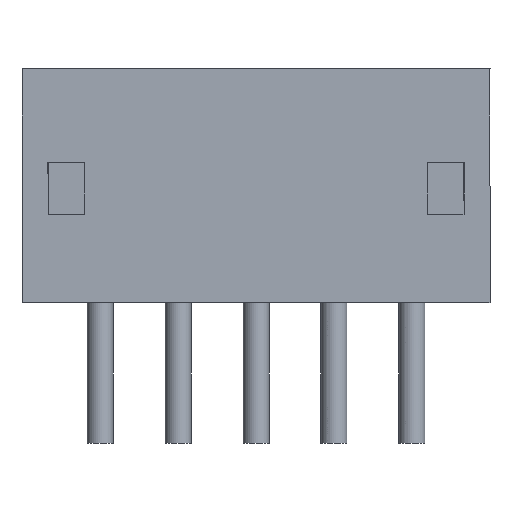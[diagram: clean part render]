
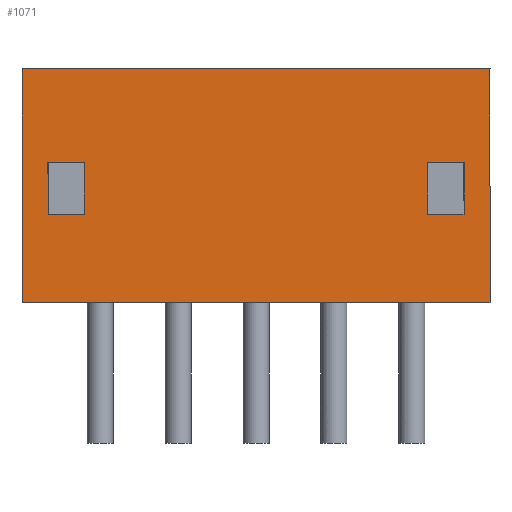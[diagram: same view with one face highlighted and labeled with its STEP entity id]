
A CAD part, front view. The second image highlights one B-rep face of the part: STEP entity #1071.
In plain terms, the highlighted planar face has unit normal (0, -1, 0).
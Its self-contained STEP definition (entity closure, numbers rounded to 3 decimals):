
#964=CARTESIAN_POINT('',(4.95,-1.3,-0.225));
#965=DIRECTION('',(0.0,1.0,0.0));
#966=DIRECTION('',(-1.0,0.0,0.0));
#967=AXIS2_PLACEMENT_3D('',#964,#965,#966);
#968=PLANE('',#967);
#969=CARTESIAN_POINT('',(-4.5,-1.3,4.5));
#970=VERTEX_POINT('',#969);
#971=CARTESIAN_POINT('',(-4.5,-1.3,0.));
#972=VERTEX_POINT('',#971);
#973=CARTESIAN_POINT('',(-4.5,-1.3,4.5));
#974=DIRECTION('',(0.0,0.0,-1.0));
#975=VECTOR('',#974,4.5);
#976=LINE('',#973,#975);
#977=EDGE_CURVE('',#970,#972,#976,.T.);
#978=ORIENTED_EDGE('',*,*,#977,.T.);
#979=CARTESIAN_POINT('',(4.5,-1.3,0.));
#980=VERTEX_POINT('',#979);
#981=CARTESIAN_POINT('',(4.5,-1.3,0.));
#982=DIRECTION('',(-1.0,0.0,0.0));
#983=VECTOR('',#982,9.0);
#984=LINE('',#981,#983);
#985=EDGE_CURVE('',#980,#972,#984,.T.);
#986=ORIENTED_EDGE('',*,*,#985,.F.);
#987=CARTESIAN_POINT('',(4.5,-1.3,4.5));
#988=VERTEX_POINT('',#987);
#989=CARTESIAN_POINT('',(4.5,-1.3,4.5));
#990=DIRECTION('',(0.0,0.0,-1.0));
#991=VECTOR('',#990,4.5);
#992=LINE('',#989,#991);
#993=EDGE_CURVE('',#988,#980,#992,.T.);
#994=ORIENTED_EDGE('',*,*,#993,.F.);
#995=CARTESIAN_POINT('',(4.5,-1.3,4.5));
#996=DIRECTION('',(-1.0,0.0,0.0));
#997=VECTOR('',#996,9.0);
#998=LINE('',#995,#997);
#999=EDGE_CURVE('',#988,#970,#998,.T.);
#1000=ORIENTED_EDGE('',*,*,#999,.T.);
#1001=EDGE_LOOP('',(#978,#986,#994,#1000));
#1002=FACE_OUTER_BOUND('',#1001,.T.);
#1003=CARTESIAN_POINT('',(-3.3,-1.3,1.7));
#1004=VERTEX_POINT('',#1003);
#1005=CARTESIAN_POINT('',(-3.3,-1.3,2.7));
#1006=VERTEX_POINT('',#1005);
#1007=CARTESIAN_POINT('',(-3.3,-1.3,1.7));
#1008=DIRECTION('',(0.0,0.0,1.0));
#1009=VECTOR('',#1008,1.0);
#1010=LINE('',#1007,#1009);
#1011=EDGE_CURVE('',#1004,#1006,#1010,.T.);
#1012=ORIENTED_EDGE('',*,*,#1011,.F.);
#1013=CARTESIAN_POINT('',(-4.0,-1.3,1.7));
#1014=VERTEX_POINT('',#1013);
#1015=CARTESIAN_POINT('',(-4.0,-1.3,1.7));
#1016=DIRECTION('',(1.0,0.0,0.0));
#1017=VECTOR('',#1016,0.7);
#1018=LINE('',#1015,#1017);
#1019=EDGE_CURVE('',#1014,#1004,#1018,.T.);
#1020=ORIENTED_EDGE('',*,*,#1019,.F.);
#1021=CARTESIAN_POINT('',(-4.,-1.3,2.7));
#1022=VERTEX_POINT('',#1021);
#1023=CARTESIAN_POINT('',(-4.,-1.3,2.7));
#1024=DIRECTION('',(0.0,0.0,-1.0));
#1025=VECTOR('',#1024,1.0);
#1026=LINE('',#1023,#1025);
#1027=EDGE_CURVE('',#1022,#1014,#1026,.T.);
#1028=ORIENTED_EDGE('',*,*,#1027,.F.);
#1029=CARTESIAN_POINT('',(-3.3,-1.3,2.7));
#1030=DIRECTION('',(-1.0,0.0,0.0));
#1031=VECTOR('',#1030,0.7);
#1032=LINE('',#1029,#1031);
#1033=EDGE_CURVE('',#1006,#1022,#1032,.T.);
#1034=ORIENTED_EDGE('',*,*,#1033,.F.);
#1035=EDGE_LOOP('',(#1012,#1020,#1028,#1034));
#1036=FACE_BOUND('',#1035,.T.);
#1037=CARTESIAN_POINT('',(3.3,-1.3,2.7));
#1038=VERTEX_POINT('',#1037);
#1039=CARTESIAN_POINT('',(3.3,-1.3,1.7));
#1040=VERTEX_POINT('',#1039);
#1041=CARTESIAN_POINT('',(3.3,-1.3,2.7));
#1042=DIRECTION('',(0.0,0.0,-1.0));
#1043=VECTOR('',#1042,1.0);
#1044=LINE('',#1041,#1043);
#1045=EDGE_CURVE('',#1038,#1040,#1044,.T.);
#1046=ORIENTED_EDGE('',*,*,#1045,.F.);
#1047=CARTESIAN_POINT('',(4.0,-1.3,2.7));
#1048=VERTEX_POINT('',#1047);
#1049=CARTESIAN_POINT('',(4.0,-1.3,2.7));
#1050=DIRECTION('',(-1.0,0.0,0.0));
#1051=VECTOR('',#1050,0.7);
#1052=LINE('',#1049,#1051);
#1053=EDGE_CURVE('',#1048,#1038,#1052,.T.);
#1054=ORIENTED_EDGE('',*,*,#1053,.F.);
#1055=CARTESIAN_POINT('',(4.0,-1.3,1.7));
#1056=VERTEX_POINT('',#1055);
#1057=CARTESIAN_POINT('',(4.0,-1.3,1.7));
#1058=DIRECTION('',(0.0,0.0,1.0));
#1059=VECTOR('',#1058,1.0);
#1060=LINE('',#1057,#1059);
#1061=EDGE_CURVE('',#1056,#1048,#1060,.T.);
#1062=ORIENTED_EDGE('',*,*,#1061,.F.);
#1063=CARTESIAN_POINT('',(3.3,-1.3,1.7));
#1064=DIRECTION('',(1.0,0.0,0.0));
#1065=VECTOR('',#1064,0.7);
#1066=LINE('',#1063,#1065);
#1067=EDGE_CURVE('',#1040,#1056,#1066,.T.);
#1068=ORIENTED_EDGE('',*,*,#1067,.F.);
#1069=EDGE_LOOP('',(#1046,#1054,#1062,#1068));
#1070=FACE_BOUND('',#1069,.T.);
#1071=ADVANCED_FACE('',(#1002,#1036,#1070),#968,.F.);
